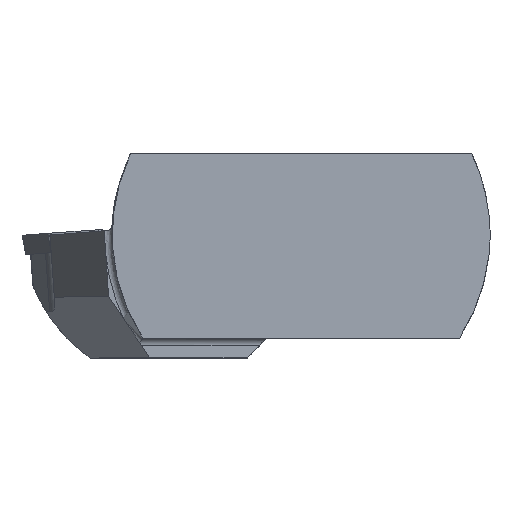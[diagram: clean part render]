
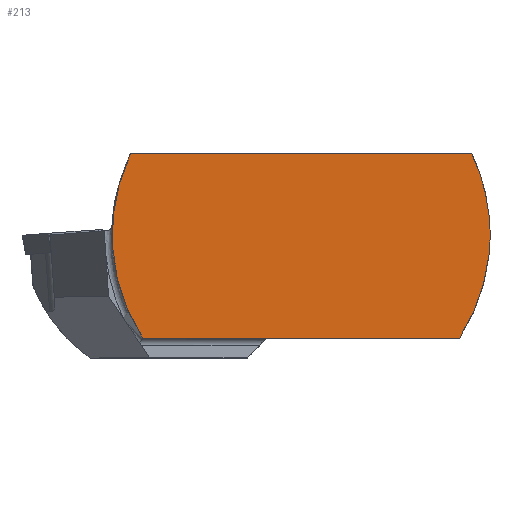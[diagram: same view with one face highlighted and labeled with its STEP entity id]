
A CAD part, top view. The second image highlights one B-rep face of the part: STEP entity #213.
In plain terms, the highlighted planar face has unit normal (0, 0, 1).
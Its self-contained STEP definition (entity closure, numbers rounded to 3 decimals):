
#172=CIRCLE('',#1257,38.5);
#173=CIRCLE('',#1258,38.5);
#174=CIRCLE('',#1259,38.5);
#175=CIRCLE('',#1260,38.5);
#213=ADVANCED_FACE('',(#306),#267,.F.);
#267=PLANE('',#1261);
#306=FACE_OUTER_BOUND('',#355,.T.);
#355=EDGE_LOOP('',(#514,#515,#516,#517,#518,#519,#520,#521));
#514=ORIENTED_EDGE('',*,*,#907,.F.);
#515=ORIENTED_EDGE('',*,*,#908,.T.);
#516=ORIENTED_EDGE('',*,*,#909,.F.);
#517=ORIENTED_EDGE('',*,*,#910,.F.);
#518=ORIENTED_EDGE('',*,*,#911,.F.);
#519=ORIENTED_EDGE('',*,*,#912,.F.);
#520=ORIENTED_EDGE('',*,*,#913,.F.);
#521=ORIENTED_EDGE('',*,*,#914,.T.);
#788=VERTEX_POINT('',#1906);
#789=VERTEX_POINT('',#1907);
#790=VERTEX_POINT('',#1909);
#791=VERTEX_POINT('',#1911);
#792=VERTEX_POINT('',#1913);
#793=VERTEX_POINT('',#1915);
#794=VERTEX_POINT('',#1917);
#795=VERTEX_POINT('',#1919);
#907=EDGE_CURVE('',#788,#789,#172,.T.);
#908=EDGE_CURVE('',#788,#790,#1025,.T.);
#909=EDGE_CURVE('',#791,#790,#173,.T.);
#910=EDGE_CURVE('',#792,#791,#1026,.T.);
#911=EDGE_CURVE('',#793,#792,#174,.T.);
#912=EDGE_CURVE('',#794,#793,#1027,.T.);
#913=EDGE_CURVE('',#795,#794,#175,.T.);
#914=EDGE_CURVE('',#795,#789,#1028,.T.);
#1025=LINE('',#1908,#1106);
#1026=LINE('',#1912,#1107);
#1027=LINE('',#1916,#1108);
#1028=LINE('',#1920,#1109);
#1106=VECTOR('',#1463,1.);
#1107=VECTOR('',#1466,1.);
#1108=VECTOR('',#1469,1.);
#1109=VECTOR('',#1472,1.);
#1257=AXIS2_PLACEMENT_3D('',#1905,#1461,#1462);
#1258=AXIS2_PLACEMENT_3D('',#1910,#1464,#1465);
#1259=AXIS2_PLACEMENT_3D('',#1914,#1467,#1468);
#1260=AXIS2_PLACEMENT_3D('',#1918,#1470,#1471);
#1261=AXIS2_PLACEMENT_3D('',#1921,#1473,#1474);
#1461=DIRECTION('',(0.,0.,-1.));
#1462=DIRECTION('',(1.,0.,0.));
#1463=DIRECTION('',(-0.091,0.996,0.));
#1464=DIRECTION('',(0.,0.,-1.));
#1465=DIRECTION('',(-1.,0.,0.));
#1466=DIRECTION('',(1.,0.,0.));
#1467=DIRECTION('',(0.,0.,-1.));
#1468=DIRECTION('',(-1.,0.,0.));
#1469=DIRECTION('',(-1.,0.,0.));
#1470=DIRECTION('',(0.,0.,-1.));
#1471=DIRECTION('',(-1.,0.,0.));
#1472=DIRECTION('',(0.091,0.996,0.));
#1473=DIRECTION('',(0.,0.,-1.));
#1474=DIRECTION('',(1.,0.,0.));
#1905=CARTESIAN_POINT('',(0.,0.,0.325));
#1906=CARTESIAN_POINT('',(38.383,3.,0.325));
#1907=CARTESIAN_POINT('',(38.383,-3.,0.325));
#1908=CARTESIAN_POINT('',(38.383,3.,0.325));
#1909=CARTESIAN_POINT('',(38.292,4.,0.325));
#1910=CARTESIAN_POINT('',(0.,0.,0.325));
#1911=CARTESIAN_POINT('',(34.785,16.5,0.325));
#1912=CARTESIAN_POINT('',(-45.,16.5,0.325));
#1913=CARTESIAN_POINT('',(-34.785,16.5,0.325));
#1914=CARTESIAN_POINT('',(0.,0.,0.325));
#1915=CARTESIAN_POINT('',(-32.268,-21.,0.325));
#1916=CARTESIAN_POINT('',(-40.,-21.,0.325));
#1917=CARTESIAN_POINT('',(32.268,-21.,0.325));
#1918=CARTESIAN_POINT('',(0.,0.,0.325));
#1919=CARTESIAN_POINT('',(38.292,-4.,0.325));
#1920=CARTESIAN_POINT('',(38.292,-4.,0.325));
#1921=CARTESIAN_POINT('',(-40.,30.,0.325));
